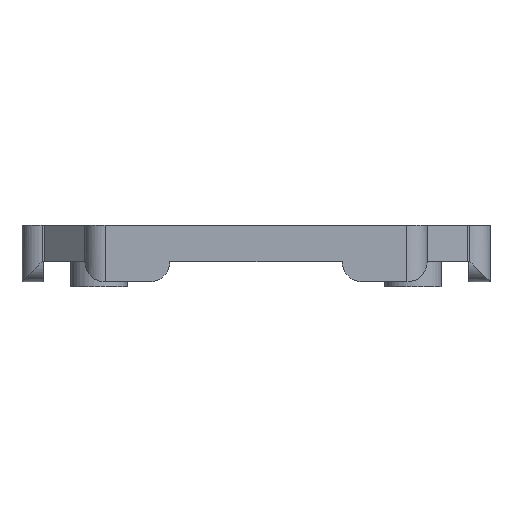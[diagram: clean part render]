
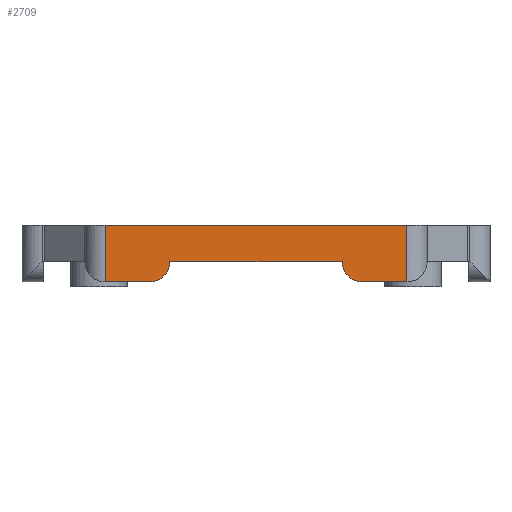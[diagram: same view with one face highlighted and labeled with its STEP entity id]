
A CAD part, left-side view. The second image highlights one B-rep face of the part: STEP entity #2709.
In plain terms, the highlighted planar face has unit normal (-1, 0, 0).
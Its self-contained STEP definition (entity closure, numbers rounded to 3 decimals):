
#83=CIRCLE('',#2871,2.);
#88=CIRCLE('',#2885,2.);
#289=FACE_OUTER_BOUND('',#436,.T.);
#436=EDGE_LOOP('',(#2155,#2156,#2157,#2158,#2159,#2160,#2161,#2162));
#628=LINE('',#4180,#914);
#633=LINE('',#4193,#919);
#643=LINE('',#4224,#929);
#699=LINE('',#4366,#985);
#700=LINE('',#4370,#986);
#701=LINE('',#4371,#987);
#914=VECTOR('',#3334,29.802);
#919=VECTOR('',#3347,10.);
#929=VECTOR('',#3379,29.802);
#985=VECTOR('',#3527,10.);
#986=VECTOR('',#3532,10.);
#987=VECTOR('',#3533,10.);
#1206=VERTEX_POINT('',#4170);
#1209=VERTEX_POINT('',#4178);
#1211=VERTEX_POINT('',#4185);
#1213=VERTEX_POINT('',#4191);
#1219=VERTEX_POINT('',#4212);
#1222=VERTEX_POINT('',#4220);
#1263=VERTEX_POINT('',#4365);
#1264=VERTEX_POINT('',#4369);
#1514=EDGE_CURVE('',#1209,#1206,#628,.T.);
#1518=EDGE_CURVE('',#1209,#1211,#83,.T.);
#1521=EDGE_CURVE('',#1213,#1211,#633,.T.);
#1537=EDGE_CURVE('',#1219,#1222,#643,.T.);
#1538=EDGE_CURVE('',#1213,#1222,#88,.T.);
#1609=EDGE_CURVE('',#1263,#1206,#699,.T.);
#1611=EDGE_CURVE('',#1264,#1219,#700,.T.);
#1612=EDGE_CURVE('',#1263,#1264,#701,.T.);
#2155=ORIENTED_EDGE('',*,*,#1611,.F.);
#2156=ORIENTED_EDGE('',*,*,#1612,.F.);
#2157=ORIENTED_EDGE('',*,*,#1609,.T.);
#2158=ORIENTED_EDGE('',*,*,#1514,.F.);
#2159=ORIENTED_EDGE('',*,*,#1518,.T.);
#2160=ORIENTED_EDGE('',*,*,#1521,.F.);
#2161=ORIENTED_EDGE('',*,*,#1538,.T.);
#2162=ORIENTED_EDGE('',*,*,#1537,.F.);
#2599=PLANE('',#2931);
#2709=ADVANCED_FACE('',(#289),#2599,.F.);
#2871=AXIS2_PLACEMENT_3D('',#4187,#3341,#3342);
#2885=AXIS2_PLACEMENT_3D('',#4226,#3382,#3383);
#2931=AXIS2_PLACEMENT_3D('',#4368,#3530,#3531);
#3334=DIRECTION('',(0.,1.,0.));
#3341=DIRECTION('center_axis',(-1.,0.,0.));
#3342=DIRECTION('ref_axis',(0.,-0.707,-0.707));
#3347=DIRECTION('',(0.,1.,0.));
#3379=DIRECTION('',(0.,1.,0.));
#3382=DIRECTION('center_axis',(-1.,0.,0.));
#3383=DIRECTION('ref_axis',(0.,0.707,-0.707));
#3527=DIRECTION('',(0.,0.,-1.));
#3530=DIRECTION('center_axis',(1.,0.,0.));
#3531=DIRECTION('ref_axis',(0.,-1.,0.));
#3532=DIRECTION('',(0.,0.,-1.));
#3533=DIRECTION('',(0.,-1.,0.));
#4170=CARTESIAN_POINT('',(122.3,138.1,-7.23));
#4178=CARTESIAN_POINT('',(122.3,133.7,-7.23));
#4180=CARTESIAN_POINT('',(122.3,108.298,-7.23));
#4185=CARTESIAN_POINT('',(122.3,131.7,-5.23));
#4187=CARTESIAN_POINT('Origin',(122.3,133.7,-5.23));
#4191=CARTESIAN_POINT('',(122.3,114.7,-5.23));
#4193=CARTESIAN_POINT('',(122.3,131.651,-5.23));
#4212=CARTESIAN_POINT('',(122.3,108.3,-7.23));
#4220=CARTESIAN_POINT('',(122.3,112.7,-7.23));
#4224=CARTESIAN_POINT('',(122.3,108.298,-7.23));
#4226=CARTESIAN_POINT('Origin',(122.3,112.7,-5.23));
#4365=CARTESIAN_POINT('',(122.3,138.1,-1.63));
#4366=CARTESIAN_POINT('',(122.3,138.1,-4.93));
#4368=CARTESIAN_POINT('Origin',(122.3,140.102,-1.63));
#4369=CARTESIAN_POINT('',(122.3,108.3,-1.63));
#4370=CARTESIAN_POINT('',(122.3,108.3,-4.93));
#4371=CARTESIAN_POINT('',(122.3,131.651,-1.63));
